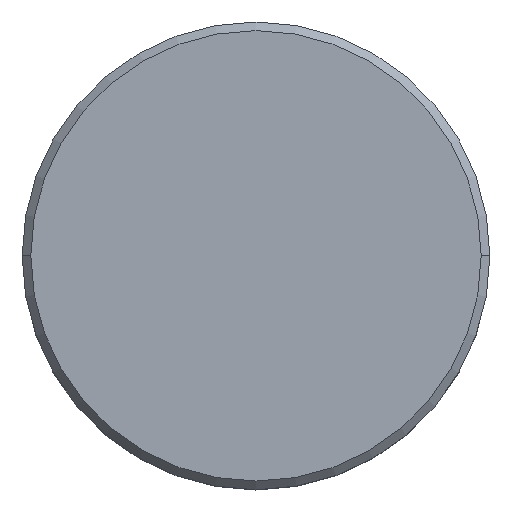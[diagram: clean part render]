
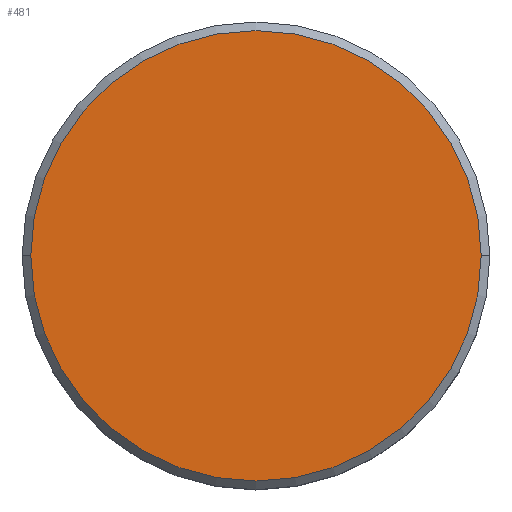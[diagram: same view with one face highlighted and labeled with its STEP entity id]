
A CAD part, top view. The second image highlights one B-rep face of the part: STEP entity #481.
In plain terms, the highlighted planar face has unit normal (0, 0, 1).
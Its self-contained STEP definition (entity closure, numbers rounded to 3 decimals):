
#40 = CARTESIAN_POINT ( 'NONE',  ( 13., 0., 0. ) ) ;
#73 = ORIENTED_EDGE ( 'NONE', *, *, #329, .T. ) ;
#79 = DIRECTION ( 'NONE',  ( 1., 0., 0. ) ) ;
#115 = DIRECTION ( 'NONE',  ( 0., 0., 1. ) ) ;
#126 = DIRECTION ( 'NONE',  ( 0., 0., 1. ) ) ;
#164 = DIRECTION ( 'NONE',  ( 1., 0., 0. ) ) ;
#196 = AXIS2_PLACEMENT_3D ( 'NONE', #330, #446, #599 ) ;
#256 = EDGE_CURVE ( 'NONE', #592, #471, #449, .T. ) ;
#302 = AXIS2_PLACEMENT_3D ( 'NONE', #428, #126, #164 ) ;
#329 = EDGE_CURVE ( 'NONE', #471, #592, #429, .T. ) ;
#330 = CARTESIAN_POINT ( 'NONE',  ( 0., 0., 0. ) ) ;
#341 = CARTESIAN_POINT ( 'NONE',  ( -13., 0., 0. ) ) ;
#343 = AXIS2_PLACEMENT_3D ( 'NONE', #424, #115, #79 ) ;
#424 = CARTESIAN_POINT ( 'NONE',  ( 0., 0., 0. ) ) ;
#428 = CARTESIAN_POINT ( 'NONE',  ( 0., 0., 0. ) ) ;
#429 = CIRCLE ( 'NONE', #302, 13. ) ;
#434 = ORIENTED_EDGE ( 'NONE', *, *, #256, .T. ) ;
#446 = DIRECTION ( 'NONE',  ( 0., 0., 1. ) ) ;
#449 = CIRCLE ( 'NONE', #343, 13. ) ;
#471 = VERTEX_POINT ( 'NONE', #40 ) ;
#481 = ADVANCED_FACE ( 'NONE', ( #595 ), #482, .T. ) ;
#482 = PLANE ( 'NONE',  #196 ) ;
#520 = EDGE_LOOP ( 'NONE', ( #434, #73 ) ) ;
#592 = VERTEX_POINT ( 'NONE', #341 ) ;
#595 = FACE_OUTER_BOUND ( 'NONE', #520, .T. ) ;
#599 = DIRECTION ( 'NONE',  ( 1., 0., 0. ) ) ;
